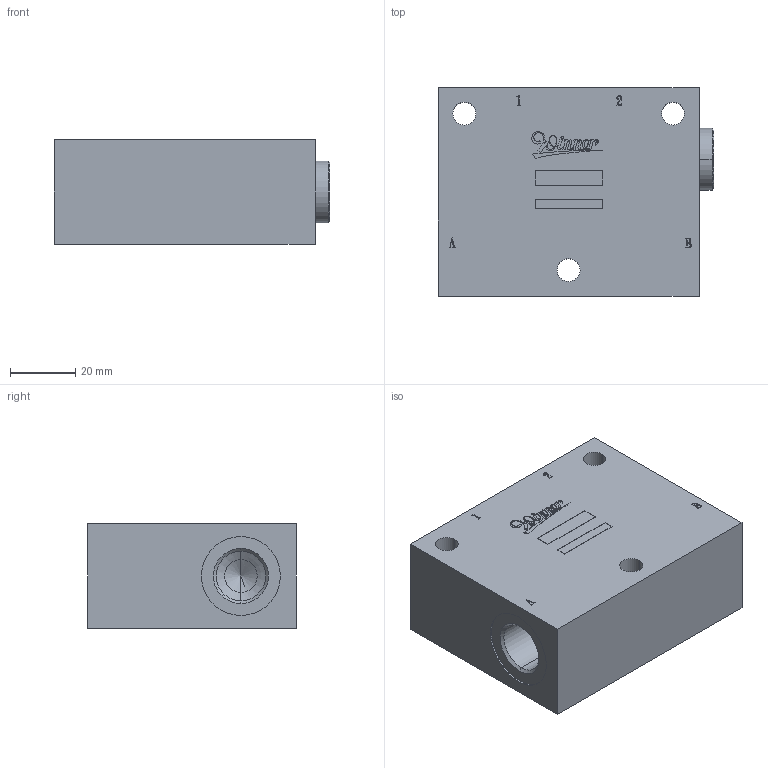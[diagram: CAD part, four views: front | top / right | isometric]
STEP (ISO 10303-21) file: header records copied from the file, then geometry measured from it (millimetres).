
FILE_DESCRIPTION (( 'STEP AP203' ), '1' );
FILE_NAME ('ML-30-FDR-13A2-13A2-G03-Z01.STEP', '2026-02-26T00:44:30', ( '' ), ( '' ), 'SwSTEP 2.0', 'SolidWorks 2018', '' );
FILE_SCHEMA (( 'CONFIG_CONTROL_DESIGN' ));
Length unit declared in the file: millimetre
Products named in the file (5): 4KE161101A001; 6DBG02A001; 7DBG02A001; ML-30-FDR-13A2-13A2-G03-Z01; 6EF030FDRG03A001
Assembly tree (4 placements, depth 3):
  ML-30-FDR-13A2-13A2-G03-Z01
    6EF030FDRG03A001
    7DBG02A001
      4KE161101A001
      6DBG02A001
Bounding box: 84.5 x 64 x 32 mm (x, y, z)
Volume: 129285.8 mm3; surface area: 30906.7 mm2
Topology: 3 solids, 3 shells, 459 faces, 1233 edges, 800 vertices
Faces by surface type: cylinder 215, plane 140, bspline 53, cone 51
Entity records: 18855 total; most frequent: CARTESIAN_POINT 6925, ORIENTED_EDGE 2454, DIRECTION 2336, EDGE_CURVE 1227, AXIS2_PLACEMENT_3D 857, VERTEX_POINT 800, VECTOR 622, LINE 622
